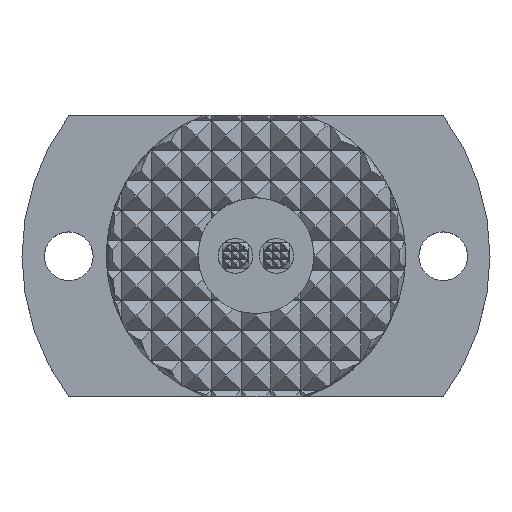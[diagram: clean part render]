
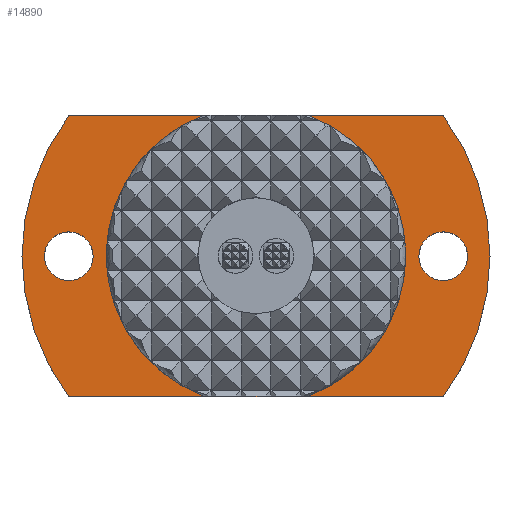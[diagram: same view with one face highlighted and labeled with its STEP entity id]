
A CAD part, top view. The second image highlights one B-rep face of the part: STEP entity #14890.
In plain terms, the highlighted planar face has unit normal (0, 0, 1).
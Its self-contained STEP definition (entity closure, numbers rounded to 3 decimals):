
#614 = DIRECTION ( 'NONE',  ( 1., 0., 0. ) ) ;
#625 = VERTEX_POINT ( 'NONE', #28742 ) ;
#685 = CARTESIAN_POINT ( 'NONE',  ( 1.581, 6.975, -14. ) ) ;
#1047 = CARTESIAN_POINT ( 'NONE',  ( 6.301, 2.38, -14. ) ) ;
#1753 = ORIENTED_EDGE ( 'NONE', *, *, #34105, .T. ) ;
#1840 = ORIENTED_EDGE ( 'NONE', *, *, #9627, .T. ) ;
#2418 = FACE_BOUND ( 'NONE', #23286, .T. ) ;
#2870 = CIRCLE ( 'NONE', #11213, 1.3 ) ;
#3191 = CIRCLE ( 'NONE', #20514, 12.5 ) ;
#3320 = CARTESIAN_POINT ( 'NONE',  ( 3.057, 6.42, -14. ) ) ;
#3429 = CARTESIAN_POINT ( 'NONE',  ( -8.7, 0., -14. ) ) ;
#3498 = CARTESIAN_POINT ( 'NONE',  ( 2.516, 6.666, -14. ) ) ;
#3509 = DIRECTION ( 'NONE',  ( 1., 0., 0. ) ) ;
#3565 = EDGE_CURVE ( 'NONE', #5160, #13863, #8499, .T. ) ;
#3667 = CARTESIAN_POINT ( 'NONE',  ( 5.65, 4.038, -14. ) ) ;
#4022 = CARTESIAN_POINT ( 'NONE',  ( 3.747, 6.025, -14. ) ) ;
#4518 = DIRECTION ( 'NONE',  ( 0., 0., 1. ) ) ;
#4561 = VERTEX_POINT ( 'NONE', #20910 ) ;
#4840 = ORIENTED_EDGE ( 'NONE', *, *, #33733, .F. ) ;
#5045 = FACE_BOUND ( 'NONE', #14205, .T. ) ;
#5123 = ORIENTED_EDGE ( 'NONE', *, *, #3565, .T. ) ;
#5160 = VERTEX_POINT ( 'NONE', #34640 ) ;
#5539 = DIRECTION ( 'NONE',  ( 0., 1., 0. ) ) ;
#5943 = CARTESIAN_POINT ( 'NONE',  ( 6.255, 1.428, -14. ) ) ;
#6000 = AXIS2_PLACEMENT_3D ( 'NONE', #15264, #15084, #28282 ) ;
#6207 = LINE ( 'NONE', #16892, #30118 ) ;
#6279 = CARTESIAN_POINT ( 'NONE',  ( 0.796, 7.115, -14. ) ) ;
#6446 = CARTESIAN_POINT ( 'NONE',  ( 6.004, 3.324, -14. ) ) ;
#6669 = DIRECTION ( 'NONE',  ( 0., 0., -1. ) ) ;
#6674 = CARTESIAN_POINT ( 'NONE',  ( 10., -7.5, -14. ) ) ;
#7707 = CARTESIAN_POINT ( 'NONE',  ( 0., 0., -14. ) ) ;
#7880 = ORIENTED_EDGE ( 'NONE', *, *, #9526, .F. ) ;
#8388 = EDGE_CURVE ( 'NONE', #5160, #18869, #27275, .T. ) ;
#8499 = CIRCLE ( 'NONE', #28152, 7.15 ) ;
#8873 = CARTESIAN_POINT ( 'NONE',  ( 6.336, 2.183, -14. ) ) ;
#8985 = VERTEX_POINT ( 'NONE', #19687 ) ;
#9045 = CARTESIAN_POINT ( 'NONE',  ( 0., 7.15, -14. ) ) ;
#9093 = DIRECTION ( 'NONE',  ( 0., 1., 0. ) ) ;
#9213 = CARTESIAN_POINT ( 'NONE',  ( 6.345, 1.634, -14. ) ) ;
#9526 = EDGE_CURVE ( 'NONE', #18869, #625, #13248, .T. ) ;
#9627 = EDGE_CURVE ( 'NONE', #31597, #4561, #34565, .T. ) ;
#10811 = EDGE_CURVE ( 'NONE', #625, #13863, #24793, .T. ) ;
#11165 = CARTESIAN_POINT ( 'NONE',  ( 3.234, 6.327, -14. ) ) ;
#11213 = AXIS2_PLACEMENT_3D ( 'NONE', #16215, #24320, #18674 ) ;
#11340 = CARTESIAN_POINT ( 'NONE',  ( 6.305, 1.488, -14. ) ) ;
#11408 = EDGE_CURVE ( 'NONE', #4561, #24611, #17738, .T. ) ;
#12447 = ORIENTED_EDGE ( 'NONE', *, *, #11408, .T. ) ;
#13133 = ORIENTED_EDGE ( 'NONE', *, *, #10811, .F. ) ;
#13248 = CIRCLE ( 'NONE', #6000, 6.391 ) ;
#13319 = DIRECTION ( 'NONE',  ( 0., 0., 1. ) ) ;
#13349 = VERTEX_POINT ( 'NONE', #27749 ) ;
#13863 = VERTEX_POINT ( 'NONE', #9045 ) ;
#13900 = CARTESIAN_POINT ( 'NONE',  ( 0., -6.391, -14. ) ) ;
#14158 = CARTESIAN_POINT ( 'NONE',  ( 1.962, 6.871, -14. ) ) ;
#14205 = EDGE_LOOP ( 'NONE', ( #13133, #7880, #21719, #5123 ) ) ;
#14310 = CARTESIAN_POINT ( 'NONE',  ( 5.921, 3.507, -14. ) ) ;
#14487 = CARTESIAN_POINT ( 'NONE',  ( 0.399, 7.15, -14. ) ) ;
#14659 = CARTESIAN_POINT ( 'NONE',  ( 5.435, 4.368, -14. ) ) ;
#14890 = ADVANCED_FACE ( 'NONE', ( #5045, #23970, #15700, #2418 ), #17818, .T. ) ;
#15084 = DIRECTION ( 'NONE',  ( 0., 0., 1. ) ) ;
#15182 = DIRECTION ( 'NONE',  ( 1., 0., 0. ) ) ;
#15264 = CARTESIAN_POINT ( 'NONE',  ( 0., 0., -14. ) ) ;
#15700 = FACE_BOUND ( 'NONE', #34510, .T. ) ;
#16010 = VECTOR ( 'NONE', #17223, 1000. ) ;
#16033 = AXIS2_PLACEMENT_3D ( 'NONE', #24502, #34495, #18678 ) ;
#16215 = CARTESIAN_POINT ( 'NONE',  ( -10., 0., -14. ) ) ;
#16611 = CARTESIAN_POINT ( 'NONE',  ( 6.359, 1.784, -14. ) ) ;
#16612 = AXIS2_PLACEMENT_3D ( 'NONE', #7707, #13319, #25044 ) ;
#16790 = CARTESIAN_POINT ( 'NONE',  ( 6.315, 1.512, -14. ) ) ;
#16892 = CARTESIAN_POINT ( 'NONE',  ( -10., -7.5, -14. ) ) ;
#16963 = CARTESIAN_POINT ( 'NONE',  ( 0., 7.15, -14. ) ) ;
#17031 = AXIS2_PLACEMENT_3D ( 'NONE', #26063, #4518, #15182 ) ;
#17141 = CARTESIAN_POINT ( 'NONE',  ( 0., 0., -14. ) ) ;
#17223 = DIRECTION ( 'NONE',  ( -1., 0., 0. ) ) ;
#17299 = ORIENTED_EDGE ( 'NONE', *, *, #28127, .F. ) ;
#17738 = LINE ( 'NONE', #31254, #16010 ) ;
#17818 = PLANE ( 'NONE',  #17031 ) ;
#18674 = DIRECTION ( 'NONE',  ( 1., 0., 0. ) ) ;
#18678 = DIRECTION ( 'NONE',  ( 1., 0., 0. ) ) ;
#18869 = VERTEX_POINT ( 'NONE', #13900 ) ;
#19687 = CARTESIAN_POINT ( 'NONE',  ( 11.3, 0., -14. ) ) ;
#20514 = AXIS2_PLACEMENT_3D ( 'NONE', #17141, #27868, #3509 ) ;
#20910 = CARTESIAN_POINT ( 'NONE',  ( 10., 7.5, -14. ) ) ;
#21501 = EDGE_LOOP ( 'NONE', ( #31353, #1753, #1840, #12447 ) ) ;
#21719 = ORIENTED_EDGE ( 'NONE', *, *, #8388, .F. ) ;
#21877 = CARTESIAN_POINT ( 'NONE',  ( 4.666, 5.278, -14. ) ) ;
#22450 = CARTESIAN_POINT ( 'NONE',  ( 0., 0., -14. ) ) ;
#23207 = CARTESIAN_POINT ( 'NONE',  ( -10., 7.5, -14. ) ) ;
#23286 = EDGE_LOOP ( 'NONE', ( #17299 ) ) ;
#23970 = FACE_OUTER_BOUND ( 'NONE', #21501, .T. ) ;
#24320 = DIRECTION ( 'NONE',  ( 0., 0., 1. ) ) ;
#24502 = CARTESIAN_POINT ( 'NONE',  ( 10., 0., -14. ) ) ;
#24611 = VERTEX_POINT ( 'NONE', #23207 ) ;
#24793 = B_SPLINE_CURVE_WITH_KNOTS ( 'NONE', 3,
 ( #28027, #5943, #33283, #11340, #16790, #32789, #9213, #16611, #30472, #8873, #1047, #27858, #27336, #6446, #14310, #3667, #14659, #29945, #21877, #27520, #4022, #11165, #3320, #30313, #3498, #14158, #685, #6279, #14487, #16963 ),
 .UNSPECIFIED., .F., .F.,
 ( 4, 2, 2, 2, 2, 2, 2, 2, 2, 2, 2, 2, 2, 2, 4 ),
 ( 0.008, 0.008, 0.008, 0.008, 0.009, 0.009, 0.01, 0.01, 0.012, 0.013, 0.014, 0.015, 0.015, 0.016, 0.018 ),
 .UNSPECIFIED. ) ;
#25044 = DIRECTION ( 'NONE',  ( 1., 0., 0. ) ) ;
#26063 = CARTESIAN_POINT ( 'NONE',  ( 0., 0., -14. ) ) ;
#26700 = CIRCLE ( 'NONE', #16033, 1.3 ) ;
#26740 = CARTESIAN_POINT ( 'NONE',  ( 0., -6.4, -14. ) ) ;
#27275 = LINE ( 'NONE', #26740, #29287 ) ;
#27336 = CARTESIAN_POINT ( 'NONE',  ( 6.146, 2.954, -14. ) ) ;
#27520 = CARTESIAN_POINT ( 'NONE',  ( 4.068, 5.795, -14. ) ) ;
#27749 = CARTESIAN_POINT ( 'NONE',  ( -10., -7.5, -14. ) ) ;
#27780 = VERTEX_POINT ( 'NONE', #3429 ) ;
#27858 = CARTESIAN_POINT ( 'NONE',  ( 6.206, 2.765, -14. ) ) ;
#27868 = DIRECTION ( 'NONE',  ( 0., 0., 1. ) ) ;
#28027 = CARTESIAN_POINT ( 'NONE',  ( 6.23, 1.425, -14. ) ) ;
#28127 = EDGE_CURVE ( 'NONE', #27780, #27780, #2870, .T. ) ;
#28152 = AXIS2_PLACEMENT_3D ( 'NONE', #22450, #6669, #9093 ) ;
#28282 = DIRECTION ( 'NONE',  ( 0., -1., 0. ) ) ;
#28742 = CARTESIAN_POINT ( 'NONE',  ( 6.23, 1.425, -14. ) ) ;
#29287 = VECTOR ( 'NONE', #5539, 1000. ) ;
#29945 = CARTESIAN_POINT ( 'NONE',  ( 4.945, 4.988, -14. ) ) ;
#30118 = VECTOR ( 'NONE', #614, 1000. ) ;
#30313 = CARTESIAN_POINT ( 'NONE',  ( 2.698, 6.59, -14. ) ) ;
#30472 = CARTESIAN_POINT ( 'NONE',  ( 6.357, 1.884, -14. ) ) ;
#31254 = CARTESIAN_POINT ( 'NONE',  ( -10., 7.5, -14. ) ) ;
#31353 = ORIENTED_EDGE ( 'NONE', *, *, #33574, .T. ) ;
#31597 = VERTEX_POINT ( 'NONE', #6674 ) ;
#32789 = CARTESIAN_POINT ( 'NONE',  ( 6.338, 1.584, -14. ) ) ;
#33283 = CARTESIAN_POINT ( 'NONE',  ( 6.277, 1.446, -14. ) ) ;
#33574 = EDGE_CURVE ( 'NONE', #24611, #13349, #3191, .T. ) ;
#33733 = EDGE_CURVE ( 'NONE', #8985, #8985, #26700, .T. ) ;
#34105 = EDGE_CURVE ( 'NONE', #13349, #31597, #6207, .T. ) ;
#34495 = DIRECTION ( 'NONE',  ( 0., 0., 1. ) ) ;
#34510 = EDGE_LOOP ( 'NONE', ( #4840 ) ) ;
#34565 = CIRCLE ( 'NONE', #16612, 12.5 ) ;
#34640 = CARTESIAN_POINT ( 'NONE',  ( 0., -7.15, -14. ) ) ;
